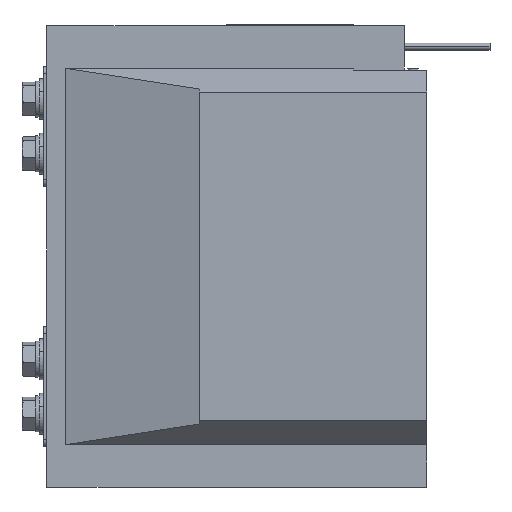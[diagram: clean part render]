
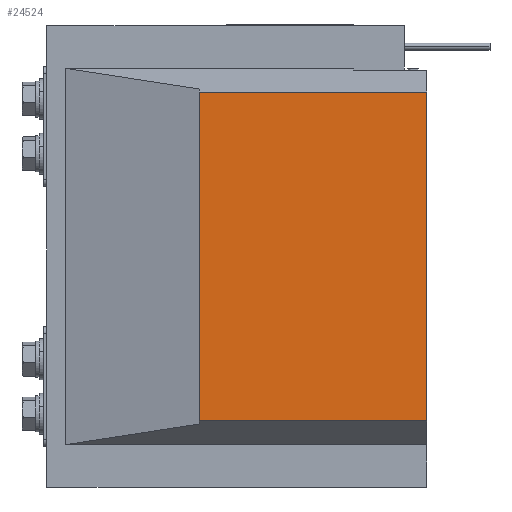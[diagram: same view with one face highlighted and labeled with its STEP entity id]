
A CAD part, left-side view. The second image highlights one B-rep face of the part: STEP entity #24524.
In plain terms, the highlighted planar face has unit normal (-1, 0, 0).
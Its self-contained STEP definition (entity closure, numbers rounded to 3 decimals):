
#3556 = CARTESIAN_POINT ( 'NONE',  ( -74., 0., 135. ) ) ;
#4138 = VERTEX_POINT ( 'NONE', #77952 ) ;
#6518 = DIRECTION ( 'NONE',  ( 0., 0., -1. ) ) ;
#7820 = ORIENTED_EDGE ( 'NONE', *, *, #117781, .T. ) ;
#9876 = DIRECTION ( 'NONE',  ( 0., -1., 0. ) ) ;
#13176 = EDGE_CURVE ( 'NONE', #4138, #178738, #170744, .T. ) ;
#24524 = ADVANCED_FACE ( 'NONE', ( #173329 ), #78399, .F. ) ;
#28748 = CARTESIAN_POINT ( 'NONE',  ( -74., 0., 96.144 ) ) ;
#39472 = ORIENTED_EDGE ( 'NONE', *, *, #47418, .F. ) ;
#40691 = LINE ( 'NONE', #96285, #117361 ) ;
#47418 = EDGE_CURVE ( 'NONE', #131994, #124743, #89852, .T. ) ;
#51533 = VECTOR ( 'NONE', #89963, 1000. ) ;
#52204 = DIRECTION ( 'NONE',  ( 0., 0., -1. ) ) ;
#53931 = LINE ( 'NONE', #85499, #130572 ) ;
#55697 = VECTOR ( 'NONE', #52204, 1000. ) ;
#63703 = ORIENTED_EDGE ( 'NONE', *, *, #13176, .T. ) ;
#77952 = CARTESIAN_POINT ( 'NONE',  ( -74., 133., 96.144 ) ) ;
#78399 = PLANE ( 'NONE',  #139327 ) ;
#85499 = CARTESIAN_POINT ( 'NONE',  ( -74., 222.001, 96.144 ) ) ;
#89852 = LINE ( 'NONE', #3556, #51533 ) ;
#89963 = DIRECTION ( 'NONE',  ( 0., 0., -1. ) ) ;
#92901 = DIRECTION ( 'NONE',  ( 1., 0., 0. ) ) ;
#96285 = CARTESIAN_POINT ( 'NONE',  ( -74., 222.001, -96.144 ) ) ;
#112211 = EDGE_LOOP ( 'NONE', ( #63703, #7820, #39472, #185038 ) ) ;
#113972 = CARTESIAN_POINT ( 'NONE',  ( -74., 0., -96.144 ) ) ;
#117361 = VECTOR ( 'NONE', #9876, 1000. ) ;
#117781 = EDGE_CURVE ( 'NONE', #178738, #124743, #40691, .T. ) ;
#124743 = VERTEX_POINT ( 'NONE', #113972 ) ;
#130572 = VECTOR ( 'NONE', #171266, 1000. ) ;
#131994 = VERTEX_POINT ( 'NONE', #28748 ) ;
#135762 = CARTESIAN_POINT ( 'NONE',  ( -74., 133., 135. ) ) ;
#139204 = CARTESIAN_POINT ( 'NONE',  ( -74., 133., 135. ) ) ;
#139327 = AXIS2_PLACEMENT_3D ( 'NONE', #135762, #92901, #6518 ) ;
#143320 = CARTESIAN_POINT ( 'NONE',  ( -74., 133., -96.144 ) ) ;
#161708 = EDGE_CURVE ( 'NONE', #4138, #131994, #53931, .T. ) ;
#170744 = LINE ( 'NONE', #139204, #55697 ) ;
#171266 = DIRECTION ( 'NONE',  ( 0., -1., 0. ) ) ;
#173329 = FACE_OUTER_BOUND ( 'NONE', #112211, .T. ) ;
#178738 = VERTEX_POINT ( 'NONE', #143320 ) ;
#185038 = ORIENTED_EDGE ( 'NONE', *, *, #161708, .F. ) ;
